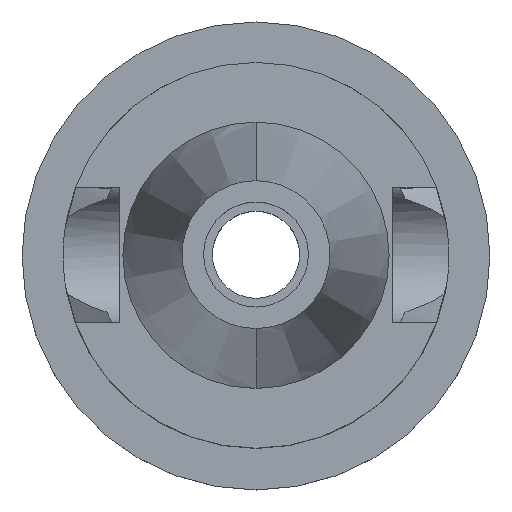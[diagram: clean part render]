
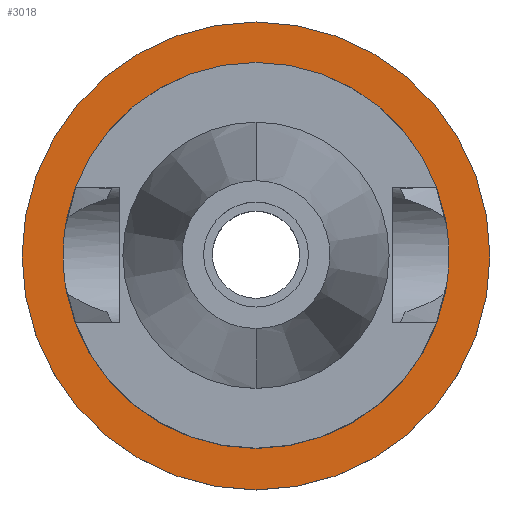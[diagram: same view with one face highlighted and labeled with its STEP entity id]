
A CAD part, top view. The second image highlights one B-rep face of the part: STEP entity #3018.
In plain terms, the highlighted planar face has unit normal (0, 0, 1).
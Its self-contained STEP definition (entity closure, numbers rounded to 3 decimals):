
#710=CARTESIAN_POINT('',(0.,0.,-45.4));
#711=DIRECTION('',(0.,0.,-1.));
#712=DIRECTION('',(0.,-1.,0.));
#713=AXIS2_PLACEMENT_3D('',#710,#711,#712);
#718=CARTESIAN_POINT('',(0.,0.,-45.4));
#719=DIRECTION('',(0.,0.,-1.));
#720=DIRECTION('',(0.,1.,0.));
#721=AXIS2_PLACEMENT_3D('',#718,#719,#720);
#726=CARTESIAN_POINT('',(0.,0.,-45.4));
#727=DIRECTION('',(0.,0.,1.));
#728=DIRECTION('',(0.,-1.,0.));
#729=AXIS2_PLACEMENT_3D('',#726,#727,#728);
#734=CARTESIAN_POINT('',(0.,0.,-45.4));
#735=DIRECTION('',(0.,0.,1.));
#736=DIRECTION('',(0.,1.,0.));
#737=AXIS2_PLACEMENT_3D('',#734,#735,#736);
#2360=CARTESIAN_POINT('',(0.,27.9,-45.4));
#2361=VERTEX_POINT('',#2360);
#2362=CARTESIAN_POINT('',(0.,-27.9,-45.4));
#2363=VERTEX_POINT('',#2362);
#2364=CARTESIAN_POINT('',(0.,-20.15,-45.4));
#2365=CARTESIAN_POINT('',(0.,20.15,-45.4));
#2366=VERTEX_POINT('',#2364);
#2367=VERTEX_POINT('',#2365);
#3003=CARTESIAN_POINT('',(0.,0.,-45.4));
#3004=DIRECTION('',(0.,0.,-1.));
#3005=DIRECTION('',(0.,-1.,0.));
#3006=AXIS2_PLACEMENT_3D('',#3003,#3004,#3005);
#3007=PLANE('',#3006);
#3009=ORIENTED_EDGE('',*,*,#3008,.T.);
#3011=ORIENTED_EDGE('',*,*,#3010,.T.);
#3012=EDGE_LOOP('',(#3009,#3011));
#3013=FACE_OUTER_BOUND('',#3012,.F.);
#3014=ORIENTED_EDGE('',*,*,#2996,.T.);
#3015=ORIENTED_EDGE('',*,*,#2985,.T.);
#3016=EDGE_LOOP('',(#3014,#3015));
#3017=FACE_BOUND('',#3016,.F.);
#714=CIRCLE('',#713,27.9);
#722=CIRCLE('',#721,27.9);
#730=CIRCLE('',#729,20.15);
#738=CIRCLE('',#737,20.15);
#2985=EDGE_CURVE('',#2367,#2366,#738,.T.);
#2996=EDGE_CURVE('',#2366,#2367,#730,.T.);
#3008=EDGE_CURVE('',#2363,#2361,#714,.T.);
#3010=EDGE_CURVE('',#2361,#2363,#722,.T.);
#3018=ADVANCED_FACE('',(#3013,#3017),#3007,.F.);
